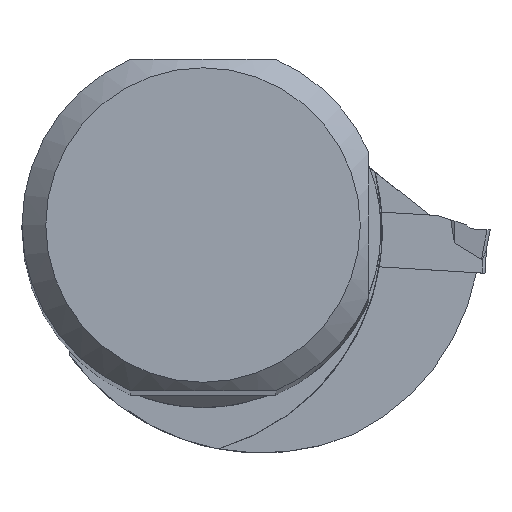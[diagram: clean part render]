
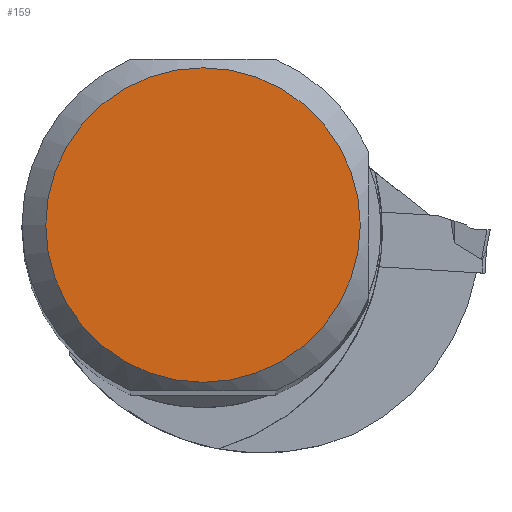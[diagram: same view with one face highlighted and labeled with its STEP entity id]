
A CAD part, top view. The second image highlights one B-rep face of the part: STEP entity #159.
In plain terms, the highlighted planar face has unit normal (0, 0, 1).
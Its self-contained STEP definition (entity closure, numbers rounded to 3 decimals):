
#159=ADVANCED_FACE('',(#261),#215,.F.);
#215=PLANE('',#1434);
#261=FACE_OUTER_BOUND('',#329,.T.);
#329=EDGE_LOOP('',(#704));
#386=CIRCLE('',#1419,16.55);
#704=ORIENTED_EDGE('',*,*,#1149,.T.);
#1012=VERTEX_POINT('',#2002);
#1149=EDGE_CURVE('',#1012,#1012,#386,.T.);
#1419=AXIS2_PLACEMENT_3D('',#2001,#1579,#1580);
#1434=AXIS2_PLACEMENT_3D('',#2031,#1609,#1610);
#1579=DIRECTION('',(0.,0.,1.));
#1580=DIRECTION('',(0.,1.,0.));
#1609=DIRECTION('',(0.,0.,-1.));
#1610=DIRECTION('',(0.,1.,0.));
#2001=CARTESIAN_POINT('',(0.,0.,0.));
#2002=CARTESIAN_POINT('',(0.,16.55,0.));
#2031=CARTESIAN_POINT('',(0.,0.,0.));
